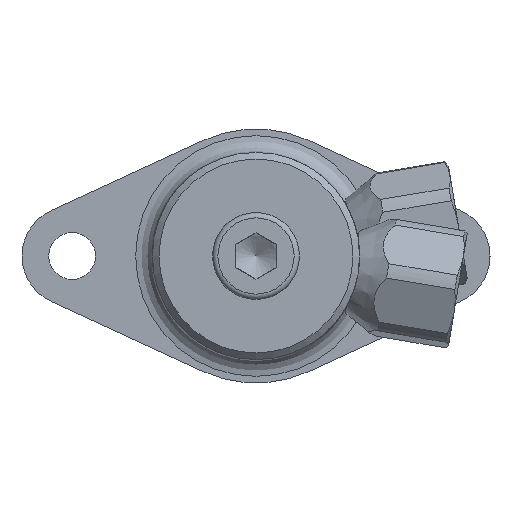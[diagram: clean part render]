
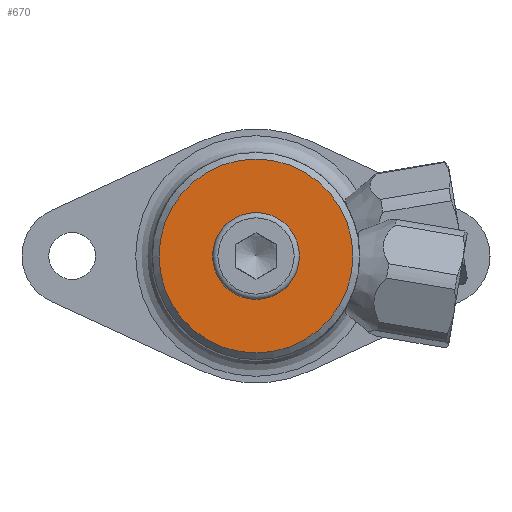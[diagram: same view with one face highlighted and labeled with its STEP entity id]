
A CAD part, left-side view. The second image highlights one B-rep face of the part: STEP entity #670.
In plain terms, the highlighted planar face has unit normal (-1, 0, 0).
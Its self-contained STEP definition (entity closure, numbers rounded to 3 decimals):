
#643=CARTESIAN_POINT('',(-62.0,-23.209,0.));
#644=DIRECTION('',(-1.0,0.0,0.0));
#645=DIRECTION('',(0.0,0.0,1.0));
#646=AXIS2_PLACEMENT_3D('',#643,#644,#645);
#647=PLANE('',#646);
#648=CARTESIAN_POINT('',(-62.0,-22.959,0.));
#649=VERTEX_POINT('',#648);
#650=CARTESIAN_POINT('',(-62.0,-37.459,0.));
#651=DIRECTION('',(-1.0,0.0,0.0));
#652=DIRECTION('',(0.0,1.0,0.0));
#653=AXIS2_PLACEMENT_3D('',#650,#651,#652);
#654=CIRCLE('',#653,14.5);
#655=EDGE_CURVE('',#649,#649,#654,.T.);
#656=ORIENTED_EDGE('',*,*,#655,.T.);
#657=EDGE_LOOP('',(#656));
#658=FACE_OUTER_BOUND('',#657,.T.);
#659=CARTESIAN_POINT('',(-62.,-43.959,0.));
#660=VERTEX_POINT('',#659);
#661=CARTESIAN_POINT('',(-62.,-37.459,0.));
#662=DIRECTION('',(1.0,0.0,0.0));
#663=DIRECTION('',(0.0,-1.0,0.0));
#664=AXIS2_PLACEMENT_3D('',#661,#662,#663);
#665=CIRCLE('',#664,6.5);
#666=EDGE_CURVE('',#660,#660,#665,.T.);
#667=ORIENTED_EDGE('',*,*,#666,.T.);
#668=EDGE_LOOP('',(#667));
#669=FACE_BOUND('',#668,.T.);
#670=ADVANCED_FACE('',(#658,#669),#647,.T.);
